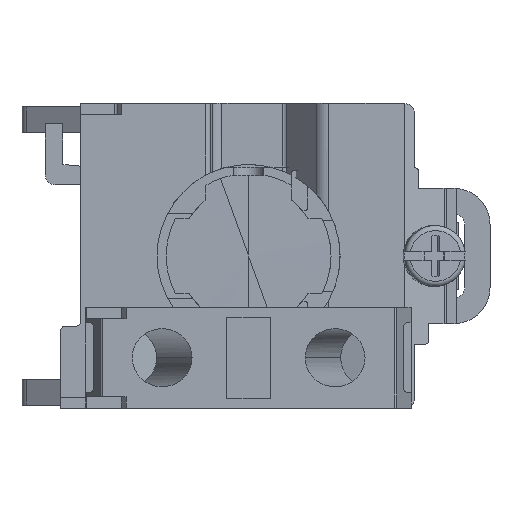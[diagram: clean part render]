
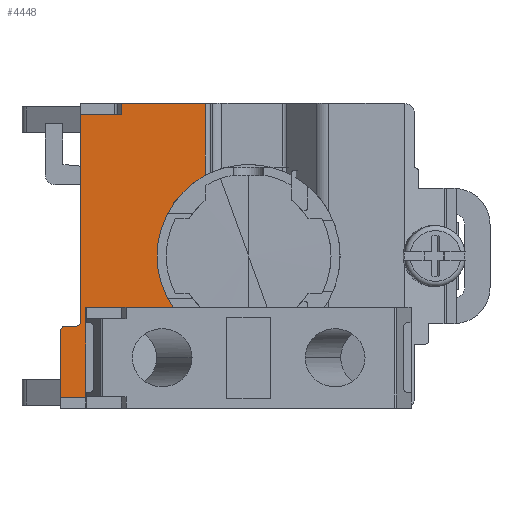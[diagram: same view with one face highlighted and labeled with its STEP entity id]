
A CAD part, front view. The second image highlights one B-rep face of the part: STEP entity #4448.
In plain terms, the highlighted planar face has unit normal (0, -1, 0).
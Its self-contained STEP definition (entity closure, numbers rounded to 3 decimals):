
#83=DIRECTION('',(1.,0.,0.));
#84=VECTOR('',#83,8.261);
#85=CARTESIAN_POINT('',(-12.5,-13.,-15.));
#86=LINE('',#85,#84);
#227=DIRECTION('',(1.,0.,0.));
#228=VECTOR('',#227,6.);
#229=CARTESIAN_POINT('',(-18.5,-13.,-13.9));
#230=LINE('',#229,#228);
#231=DIRECTION('',(0.,0.,1.));
#232=VECTOR('',#231,6.5);
#233=CARTESIAN_POINT('',(-18.5,-13.,-13.9));
#234=LINE('',#233,#232);
#235=CARTESIAN_POINT('',(-18.,-13.,-7.4));
#236=DIRECTION('',(0.,1.,0.));
#237=DIRECTION('',(-1.,0.,0.));
#238=AXIS2_PLACEMENT_3D('',#235,#236,#237);
#240=DIRECTION('',(-1.,0.,0.));
#241=VECTOR('',#240,1.);
#242=CARTESIAN_POINT('',(-17.,-13.,-6.9));
#243=LINE('',#242,#241);
#244=CARTESIAN_POINT('',(-17.,-13.,-6.4));
#245=DIRECTION('',(0.,1.,0.));
#246=DIRECTION('',(1.,0.,0.));
#247=AXIS2_PLACEMENT_3D('',#244,#245,#246);
#249=DIRECTION('',(1.,0.,0.));
#250=VECTOR('',#249,4.);
#251=CARTESIAN_POINT('',(-16.5,-13.,13.9));
#252=LINE('',#251,#250);
#253=DIRECTION('',(0.,0.,-1.));
#254=VECTOR('',#253,1.1);
#255=CARTESIAN_POINT('',(-12.5,-13.,15.));
#256=LINE('',#255,#254);
#257=CARTESIAN_POINT('',(0.,-13.,0.));
#258=DIRECTION('',(0.,1.,0.));
#259=DIRECTION('',(-1.,0.,0.));
#260=AXIS2_PLACEMENT_3D('',#257,#258,#259);
#262=CARTESIAN_POINT('',(0.,-13.,0.));
#263=DIRECTION('',(0.,1.,0.));
#264=DIRECTION('',(-0.471,0.,-0.882));
#265=AXIS2_PLACEMENT_3D('',#262,#263,#264);
#267=DIRECTION('',(0.,0.,1.));
#268=VECTOR('',#267,1.1);
#269=CARTESIAN_POINT('',(-12.5,-13.,-15.));
#270=LINE('',#269,#268);
#613=DIRECTION('',(0.,0.,1.));
#614=VECTOR('',#613,7.06);
#615=CARTESIAN_POINT('',(-4.238,-13.,-15.));
#616=LINE('',#615,#614);
#628=DIRECTION('',(0.,0.,1.));
#629=VECTOR('',#628,7.06);
#630=CARTESIAN_POINT('',(-4.238,-13.,7.94));
#631=LINE('',#630,#629);
#731=DIRECTION('',(1.,0.,0.));
#732=VECTOR('',#731,8.261);
#733=CARTESIAN_POINT('',(-12.5,-13.,15.));
#734=LINE('',#733,#732);
#777=DIRECTION('',(0.,0.,-1.));
#778=VECTOR('',#777,20.3);
#779=CARTESIAN_POINT('',(-16.5,-13.,13.9));
#780=LINE('',#779,#778);
#3406=CARTESIAN_POINT('',(-4.238,-13.,-15.));
#3408=VERTEX_POINT('',#3406);
#3430=CARTESIAN_POINT('',(-4.238,-13.,15.));
#3432=VERTEX_POINT('',#3430);
#3872=CARTESIAN_POINT('',(-18.5,-13.,-7.4));
#3873=VERTEX_POINT('',#3872);
#3874=CARTESIAN_POINT('',(-16.5,-13.,-6.4));
#3875=CARTESIAN_POINT('',(-17.,-13.,-6.9));
#3876=VERTEX_POINT('',#3874);
#3877=VERTEX_POINT('',#3875);
#3878=CARTESIAN_POINT('',(-18.,-13.,-6.9));
#3879=VERTEX_POINT('',#3878);
#3880=CARTESIAN_POINT('',(-4.238,-13.,-7.94));
#3881=CARTESIAN_POINT('',(-9.,-13.,0.));
#3882=VERTEX_POINT('',#3880);
#3883=VERTEX_POINT('',#3881);
#3884=CARTESIAN_POINT('',(-4.238,-13.,7.94));
#3885=VERTEX_POINT('',#3884);
#4192=CARTESIAN_POINT('',(-16.5,-13.,13.9));
#4194=VERTEX_POINT('',#4192);
#4196=CARTESIAN_POINT('',(-12.5,-13.,15.));
#4197=VERTEX_POINT('',#4196);
#4198=CARTESIAN_POINT('',(-12.5,-13.,13.9));
#4199=VERTEX_POINT('',#4198);
#4226=CARTESIAN_POINT('',(-18.5,-13.,-13.9));
#4228=VERTEX_POINT('',#4226);
#4230=CARTESIAN_POINT('',(-12.5,-13.,-15.));
#4231=VERTEX_POINT('',#4230);
#4232=CARTESIAN_POINT('',(-12.5,-13.,-13.9));
#4233=VERTEX_POINT('',#4232);
#4414=CARTESIAN_POINT('',(-18.5,-13.,-15.));
#4415=DIRECTION('',(0.,-1.,0.));
#4416=DIRECTION('',(1.,0.,0.));
#4417=AXIS2_PLACEMENT_3D('',#4414,#4415,#4416);
#4418=PLANE('',#4417);
#4419=ORIENTED_EDGE('',*,*,#4399,.F.);
#4420=ORIENTED_EDGE('',*,*,#4388,.T.);
#4422=ORIENTED_EDGE('',*,*,#4421,.T.);
#4424=ORIENTED_EDGE('',*,*,#4423,.F.);
#4426=ORIENTED_EDGE('',*,*,#4425,.F.);
#4428=ORIENTED_EDGE('',*,*,#4427,.F.);
#4430=ORIENTED_EDGE('',*,*,#4429,.T.);
#4432=ORIENTED_EDGE('',*,*,#4431,.F.);
#4434=ORIENTED_EDGE('',*,*,#4433,.T.);
#4436=ORIENTED_EDGE('',*,*,#4435,.F.);
#4438=ORIENTED_EDGE('',*,*,#4437,.F.);
#4440=ORIENTED_EDGE('',*,*,#4439,.F.);
#4442=ORIENTED_EDGE('',*,*,#4441,.F.);
#4443=ORIENTED_EDGE('',*,*,#4275,.F.);
#4445=ORIENTED_EDGE('',*,*,#4444,.T.);
#4446=EDGE_LOOP('',(#4419,#4420,#4422,#4424,#4426,#4428,#4430,#4432,#4434,#4436,
#4438,#4440,#4442,#4443,#4445));
#4447=FACE_OUTER_BOUND('',#4446,.F.);
#239=CIRCLE('',#238,0.5);
#248=CIRCLE('',#247,0.5);
#261=CIRCLE('',#260,9.);
#266=CIRCLE('',#265,9.);
#4275=EDGE_CURVE('',#4231,#3408,#86,.T.);
#4388=EDGE_CURVE('',#4228,#3873,#234,.T.);
#4399=EDGE_CURVE('',#4228,#4233,#230,.T.);
#4421=EDGE_CURVE('',#3873,#3879,#239,.T.);
#4423=EDGE_CURVE('',#3877,#3879,#243,.T.);
#4425=EDGE_CURVE('',#3876,#3877,#248,.T.);
#4427=EDGE_CURVE('',#4194,#3876,#780,.T.);
#4429=EDGE_CURVE('',#4194,#4199,#252,.T.);
#4431=EDGE_CURVE('',#4197,#4199,#256,.T.);
#4433=EDGE_CURVE('',#4197,#3432,#734,.T.);
#4435=EDGE_CURVE('',#3885,#3432,#631,.T.);
#4437=EDGE_CURVE('',#3883,#3885,#261,.T.);
#4439=EDGE_CURVE('',#3882,#3883,#266,.T.);
#4441=EDGE_CURVE('',#3408,#3882,#616,.T.);
#4444=EDGE_CURVE('',#4231,#4233,#270,.T.);
#4448=ADVANCED_FACE('',(#4447),#4418,.T.);
